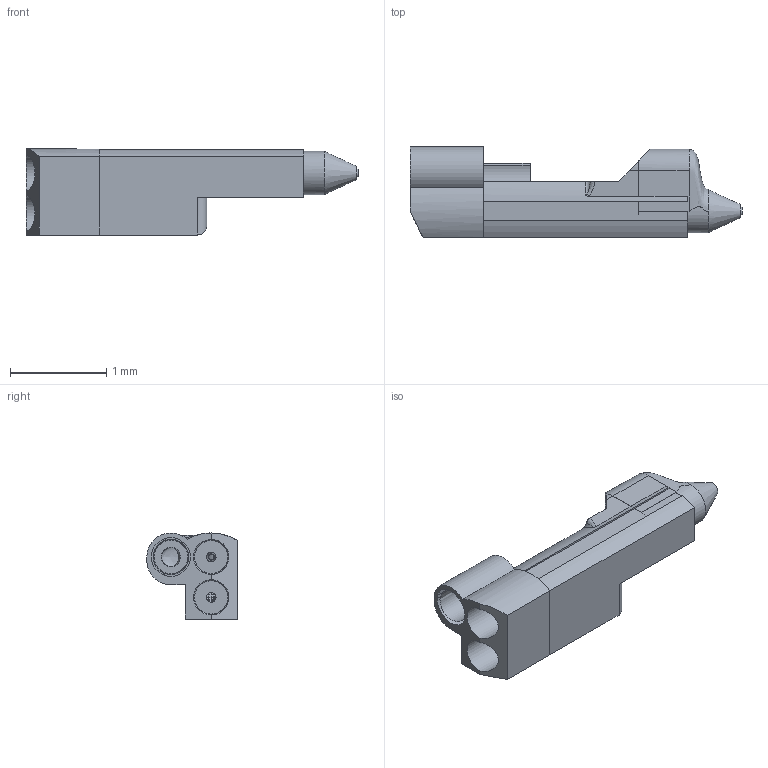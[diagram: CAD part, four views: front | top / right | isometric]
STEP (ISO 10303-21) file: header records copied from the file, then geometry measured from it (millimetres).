
FILE_DESCRIPTION(/* description */ (''),/* implementation_level */ '2;1');
FILE_NAME(/* name */ 'R2-D10000000974114_A001.stp',/* time_stamp */ '2024-02-27T15:22:04+01:00',/* author */ (''),/* organization */ (''),/* preprocessor_version */ 'ST-DEVELOPER v18.1',/* originating_system */ 'SIEMENS PLM Software NX 2000',/* authorisation */ '');
FILE_SCHEMA (('AUTOMOTIVE_DESIGN { 1 0 10303 214 3 1 1 1 }'));
Length unit declared in the file: millimetre
Products named in the file (6): Filter-D10000000979105-D10000000979105_A001; Tip-D10000000974108-D10000000974108_A001; Sweeps_neg-D10000000974111-D10000000974111_A001; Sweeps-D10000000974112-D10000000974112_A001; Inlet-D10000000974113-D10000000974113_A001; D10000000974114_A001
Assembly tree (5 placements, depth 2):
  D10000000974114_A001
    Inlet-D10000000974113-D10000000974113_A001
    Sweeps-D10000000974112-D10000000974112_A001
    Sweeps_neg-D10000000974111-D10000000974111_A001
    Tip-D10000000974108-D10000000974108_A001
    Filter-D10000000979105-D10000000979105_A001
Bounding box: 3.45 x 0.94 x 0.9 mm (x, y, z)
Volume: 0.9 mm3; surface area: 19.2 mm2
Topology: 5 solids, 6 shells, 549 faces, 1503 edges, 956 vertices
Faces by surface type: plane 341, cylinder 120, bspline 33, torus 28, cone 26, extrusion 1
Full cylindrical faces by diameter (mm): 0.06 x1, 0.075 x5, 0.1 x1, 0.14 x2, 0.2 x1, 0.232 x2, 0.35 x4, 0.366 x12
Entity records: 19325 total; most frequent: CARTESIAN_POINT 5739, ORIENTED_EDGE 2800, DIRECTION 2438, EDGE_CURVE 1400, VECTOR 966, LINE 965, VERTEX_POINT 926, AXIS2_PLACEMENT_3D 736
